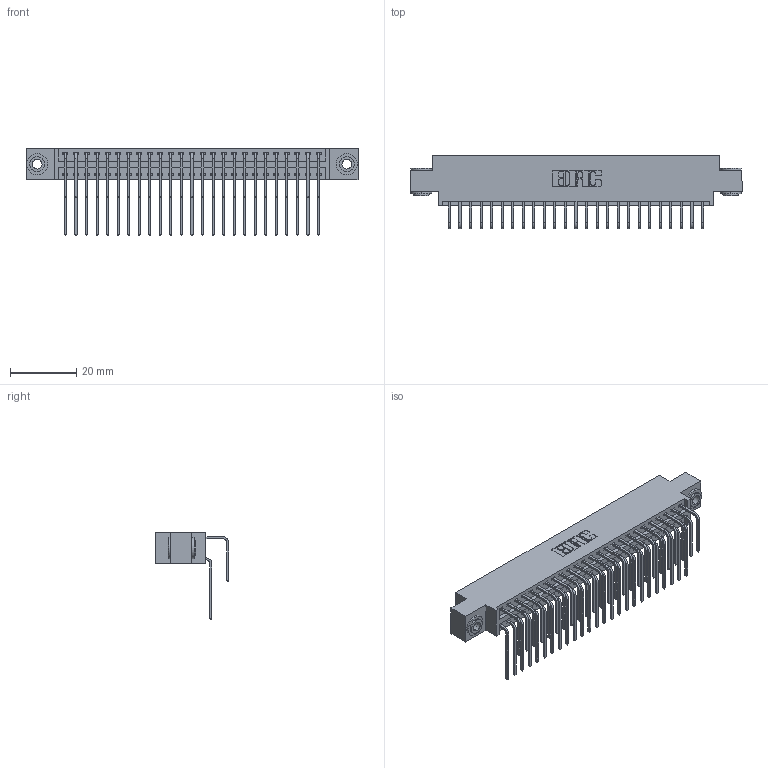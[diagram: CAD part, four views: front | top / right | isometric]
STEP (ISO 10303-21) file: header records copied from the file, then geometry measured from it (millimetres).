
FILE_DESCRIPTION (( 'STEP AP203' ), '1' );
FILE_NAME ('396-050-558-803.STEP', '2018-09-08T05:08:45', ( '' ), ( '' ), 'SwSTEP 2.0', 'SolidWorks 2016', '' );
FILE_SCHEMA (( 'CONFIG_CONTROL_DESIGN' ));
Length unit declared in the file: inch
Products named in the file (5): 346 Part_0.170 Offset - 0.156 Dia-TH; 345-292-001_558 559 Tail - 1; 345-292-001_558 Tail - 2; 345-250-002_345-250-002-102; 396-050-558-803
Assembly tree (53 placements, depth 2):
  396-050-558-803
    346 Part_0.170 Offset - 0.156 Dia-TH
    345-292-001_558 559 Tail - 1  x25
    345-292-001_558 Tail - 2  x25
    345-250-002_345-250-002-102  x2
Bounding box: 99.95 x 22.16 x 26.16 mm (x, y, z)
Volume: 9767.5 mm3; surface area: 14936.4 mm2
Topology: 53 solids, 53 shells, 2864 faces, 8467 edges, 5574 vertices
Faces by surface type: plane 1940, cylinder 916, cone 8
Entity records: 21170 total; most frequent: CARTESIAN_POINT 3542, ORIENTED_EDGE 3418, DIRECTION 3175, EDGE_CURVE 1709, LINE 1413, VECTOR 1413, VERTEX_POINT 1134, AXIS2_PLACEMENT_3D 881
